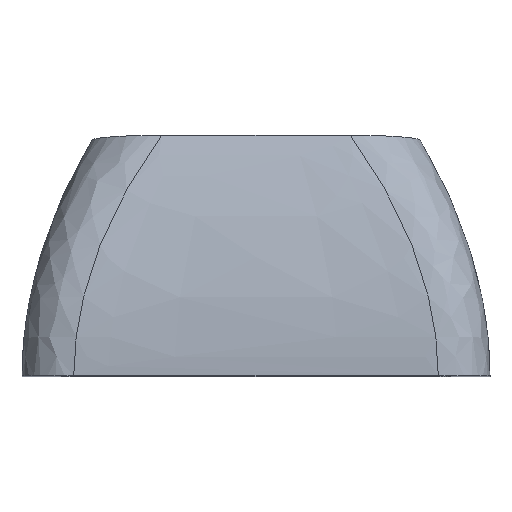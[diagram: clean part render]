
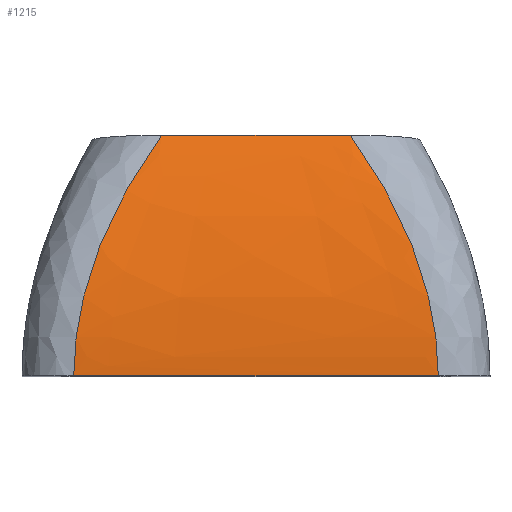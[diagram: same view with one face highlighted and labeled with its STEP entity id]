
A CAD part, top view. The second image highlights one B-rep face of the part: STEP entity #1215.
In plain terms, the highlighted free-form (B-spline) face has degree [3, 3] with [4, 4] control points.
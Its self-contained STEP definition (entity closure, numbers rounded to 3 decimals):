
#45=B_SPLINE_SURFACE_WITH_KNOTS('',3,3,((#2346,#2347,#2348,#2349),(#2350,
#2351,#2352,#2353),(#2354,#2355,#2356,#2357),(#2358,#2359,#2360,#2361)),
 .UNSPECIFIED.,.F.,.F.,.F.,(4,4),(4,4),(0.,1.),(0.,1.),.UNSPECIFIED.);
#76=B_SPLINE_CURVE_WITH_KNOTS('',3,(#2210,#2211,#2212,#2213),
 .UNSPECIFIED.,.F.,.F.,(4,4),(0.,1.),.UNSPECIFIED.);
#82=B_SPLINE_CURVE_WITH_KNOTS('',3,(#2342,#2343,#2344,#2345),
 .UNSPECIFIED.,.F.,.F.,(4,4),(0.,1.),.UNSPECIFIED.);
#114=FACE_OUTER_BOUND('',#183,.T.);
#183=EDGE_LOOP('',(#951,#952,#953,#954));
#262=LINE('',#2168,#395);
#263=LINE('',#2174,#396);
#395=VECTOR('',#1409,10.);
#396=VECTOR('',#1414,10.);
#528=VERTEX_POINT('',#2153);
#535=VERTEX_POINT('',#2166);
#536=VERTEX_POINT('',#2170);
#538=VERTEX_POINT('',#2173);
#674=EDGE_CURVE('',#535,#528,#262,.T.);
#676=EDGE_CURVE('',#538,#536,#263,.T.);
#684=EDGE_CURVE('',#536,#528,#76,.T.);
#690=EDGE_CURVE('',#538,#535,#82,.T.);
#951=ORIENTED_EDGE('',*,*,#676,.T.);
#952=ORIENTED_EDGE('',*,*,#684,.T.);
#953=ORIENTED_EDGE('',*,*,#674,.F.);
#954=ORIENTED_EDGE('',*,*,#690,.F.);
#1215=ADVANCED_FACE('',(#114),#45,.T.);
#1409=DIRECTION('',(-1.,0.,0.));
#1414=DIRECTION('',(-1.,0.,0.));
#2153=CARTESIAN_POINT('',(2.,0.,18.1));
#2166=CARTESIAN_POINT('',(16.1,0.,18.1));
#2168=CARTESIAN_POINT('',(16.1,0.,18.1));
#2170=CARTESIAN_POINT('',(5.4,9.309,15.363));
#2173=CARTESIAN_POINT('',(12.7,9.309,15.363));
#2174=CARTESIAN_POINT('',(12.7,9.309,15.363));
#2210=CARTESIAN_POINT('Ctrl Pts',(5.4,9.309,15.363));
#2211=CARTESIAN_POINT('Ctrl Pts',(3.133,6.206,17.188));
#2212=CARTESIAN_POINT('Ctrl Pts',(2.,2.956,18.1));
#2213=CARTESIAN_POINT('Ctrl Pts',(2.,0.,18.1));
#2342=CARTESIAN_POINT('Ctrl Pts',(12.7,9.309,15.363));
#2343=CARTESIAN_POINT('Ctrl Pts',(14.967,6.206,17.188));
#2344=CARTESIAN_POINT('Ctrl Pts',(16.1,2.956,18.1));
#2345=CARTESIAN_POINT('Ctrl Pts',(16.1,0.,18.1));
#2346=CARTESIAN_POINT('Ctrl Pts',(12.7,9.309,15.363));
#2347=CARTESIAN_POINT('Ctrl Pts',(14.967,6.206,17.188));
#2348=CARTESIAN_POINT('Ctrl Pts',(16.1,2.956,18.1));
#2349=CARTESIAN_POINT('Ctrl Pts',(16.1,0.,18.1));
#2350=CARTESIAN_POINT('Ctrl Pts',(11.286,9.309,15.363));
#2351=CARTESIAN_POINT('Ctrl Pts',(13.336,6.206,17.149));
#2352=CARTESIAN_POINT('Ctrl Pts',(15.053,2.956,18.1));
#2353=CARTESIAN_POINT('Ctrl Pts',(15.053,0.,
18.1));
#2354=CARTESIAN_POINT('Ctrl Pts',(6.814,9.309,15.363));
#2355=CARTESIAN_POINT('Ctrl Pts',(4.764,6.206,17.149));
#2356=CARTESIAN_POINT('Ctrl Pts',(3.047,2.956,18.1));
#2357=CARTESIAN_POINT('Ctrl Pts',(3.047,0.,
18.1));
#2358=CARTESIAN_POINT('Ctrl Pts',(5.4,9.309,15.363));
#2359=CARTESIAN_POINT('Ctrl Pts',(3.133,6.206,17.188));
#2360=CARTESIAN_POINT('Ctrl Pts',(2.,2.956,18.1));
#2361=CARTESIAN_POINT('Ctrl Pts',(2.,0.,18.1));
